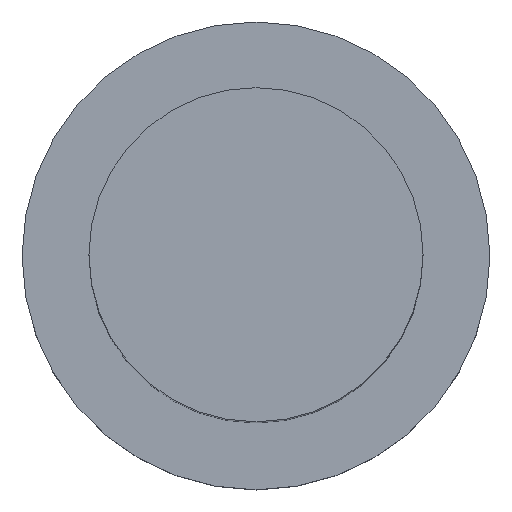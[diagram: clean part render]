
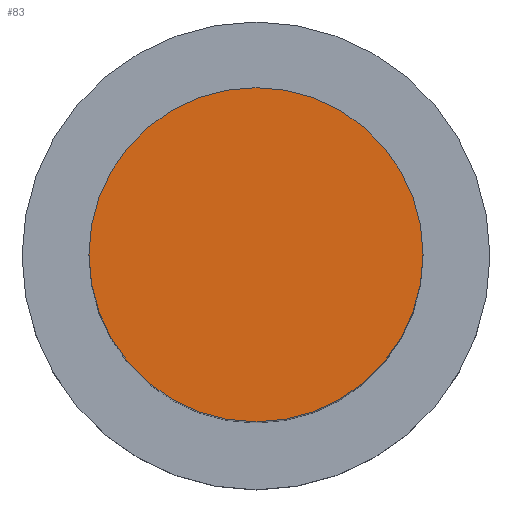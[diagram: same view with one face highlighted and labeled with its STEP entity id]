
A CAD part, top view. The second image highlights one B-rep face of the part: STEP entity #83.
In plain terms, the highlighted planar face has unit normal (0, 0, 1).
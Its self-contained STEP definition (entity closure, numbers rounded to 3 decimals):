
#17 = CARTESIAN_POINT ( 'NONE',  ( 0., 0., 10. ) ) ;
#21 = DIRECTION ( 'NONE',  ( 0., 0., 1. ) ) ;
#40 = DIRECTION ( 'NONE',  ( 0., 0., 1. ) ) ;
#54 = CARTESIAN_POINT ( 'NONE',  ( 2.5, 0., 10. ) ) ;
#63 = AXIS2_PLACEMENT_3D ( 'NONE', #190, #21, #93 ) ;
#71 = ORIENTED_EDGE ( 'NONE', *, *, #76, .T. ) ;
#76 = EDGE_CURVE ( 'NONE', #207, #203, #243, .T. ) ;
#77 = AXIS2_PLACEMENT_3D ( 'NONE', #230, #40, #157 ) ;
#81 = FACE_OUTER_BOUND ( 'NONE', #107, .T. ) ;
#83 = ADVANCED_FACE ( 'NONE', ( #81 ), #176, .T. ) ;
#93 = DIRECTION ( 'NONE',  ( 1., 0., 0. ) ) ;
#107 = EDGE_LOOP ( 'NONE', ( #130, #71 ) ) ;
#118 = EDGE_CURVE ( 'NONE', #203, #207, #229, .T. ) ;
#130 = ORIENTED_EDGE ( 'NONE', *, *, #118, .T. ) ;
#139 = DIRECTION ( 'NONE',  ( 1., 0., 0. ) ) ;
#153 = CARTESIAN_POINT ( 'NONE',  ( -2.5, 0., 10. ) ) ;
#157 = DIRECTION ( 'NONE',  ( 1., 0., 0. ) ) ;
#176 = PLANE ( 'NONE',  #63 ) ;
#190 = CARTESIAN_POINT ( 'NONE',  ( 0., 0., 10. ) ) ;
#203 = VERTEX_POINT ( 'NONE', #153 ) ;
#207 = VERTEX_POINT ( 'NONE', #54 ) ;
#219 = AXIS2_PLACEMENT_3D ( 'NONE', #17, #253, #139 ) ;
#229 = CIRCLE ( 'NONE', #219, 2.5 ) ;
#230 = CARTESIAN_POINT ( 'NONE',  ( 0., 0., 10. ) ) ;
#243 = CIRCLE ( 'NONE', #77, 2.5 ) ;
#253 = DIRECTION ( 'NONE',  ( 0., 0., 1. ) ) ;
